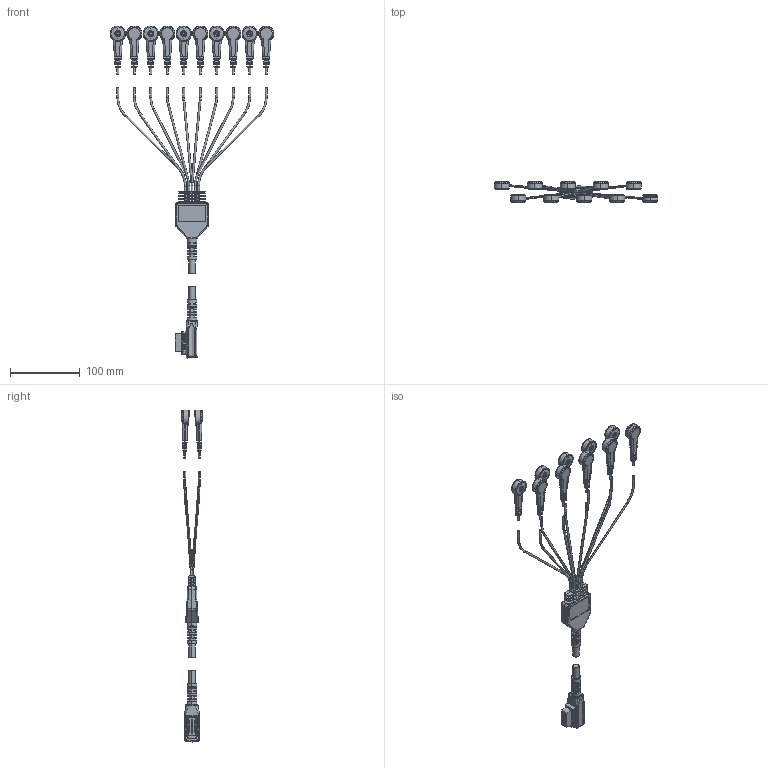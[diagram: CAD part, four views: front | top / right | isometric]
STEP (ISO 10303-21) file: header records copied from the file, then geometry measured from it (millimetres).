
FILE_DESCRIPTION(('FreeCAD Model'),'2;1');
FILE_NAME('Open CASCADE Shape Model','2025-04-29T14:28:53',('FreeCAD'),( 'FreeCAD'),'Open CASCADE STEP processor 7.6','FreeCAD','Unknown');
FILE_SCHEMA(('AUTOMOTIVE_DESIGN { 1 0 10303 214 1 1 1 1 }'));
Products named in the file (1): Open CASCADE STEP translator 7.6 1
Bounding box: 235.38 x 29.8 x 477.51 mm (x, y, z)
Surface area: 64789.2 mm2 (no closed solid volume)
Topology: 0 solids, 14 shells, 2057 faces, 5701 edges, 3710 vertices
Faces by surface type: bspline 2057
Entity records: 86047 total; most frequent: CARTESIAN_POINT 53486, ORIENTED_EDGE 11394, EDGE_CURVE 5699, B_SPLINE_CURVE_WITH_KNOTS 4458, VERTEX_POINT 3710, FACE_BOUND 2123, EDGE_LOOP 2123, ADVANCED_FACE 2057
